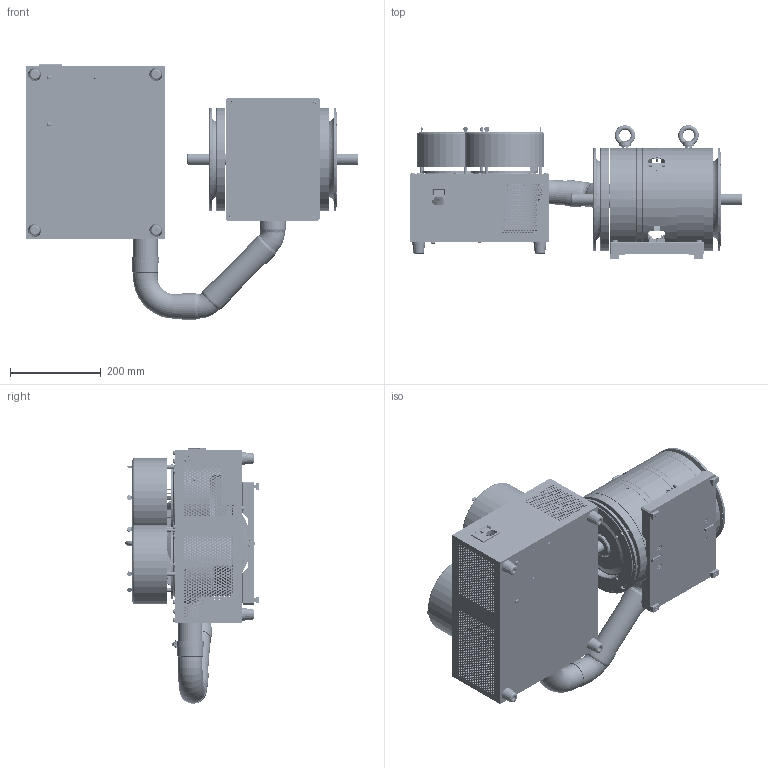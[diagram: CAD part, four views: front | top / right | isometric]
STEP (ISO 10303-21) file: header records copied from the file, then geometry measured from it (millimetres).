
FILE_DESCRIPTION (( 'STEP AP214' ), '1' );
FILE_NAME ('BHB-24B(Rear)_A_EF.STEP', '2014-12-15T16:01:29', ( 'magtrol' ), ( '' ), 'SwSTEP 2.0', 'SolidWorks 2014', '' );
FILE_SCHEMA (( 'AUTOMOTIVE_DESIGN' ));
Length unit declared in the file: inch
Products named in the file (1): BHB-24B(Rear)_A_EF
Bounding box: 730.16 x 293.63 x 561.43 mm (x, y, z)
Surface area: 1985023.4 mm2 (no closed solid volume)
Topology: 0 solids, 271 shells, 5500 faces, 18410 edges, 12990 vertices
Faces by surface type: cylinder 4398, plane 709, torus 189, cone 134, bspline 50, sphere 20
Entity records: 295830 total; most frequent: CARTESIAN_POINT 50574, DIRECTION 38253, ORIENTED_EDGE 32690, EDGE_CURVE 18385, AXIS2_PLACEMENT_3D 15749, VERTEX_POINT 12990, CIRCLE 10298, EDGE_LOOP 9824
